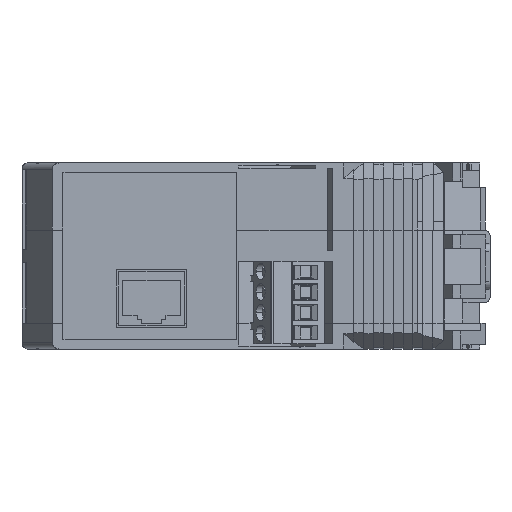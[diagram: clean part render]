
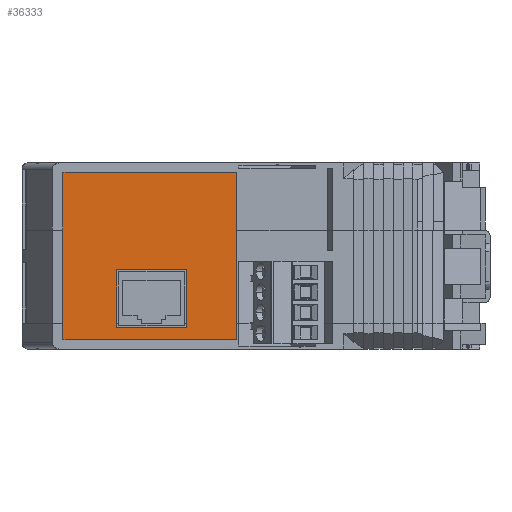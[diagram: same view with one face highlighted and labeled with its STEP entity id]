
A CAD part, left-side view. The second image highlights one B-rep face of the part: STEP entity #36333.
In plain terms, the highlighted planar face has unit normal (-1, 0, 0).
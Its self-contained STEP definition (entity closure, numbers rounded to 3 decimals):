
#35857=DIRECTION('',(0.,0.,-1.));
#35858=VECTOR('',#35857,42.2);
#35859=CARTESIAN_POINT('',(7.749,92.56,-4.25));
#35860=LINE('',#35859,#35858);
#35864=DIRECTION('',(0.,0.,1.));
#35865=VECTOR('',#35864,42.2);
#35866=CARTESIAN_POINT('',(7.749,134.56,-46.45));
#35867=LINE('',#35866,#35865);
#35871=DIRECTION('',(0.,1.,0.));
#35872=VECTOR('',#35871,42.);
#35873=CARTESIAN_POINT('',(7.749,92.56,-4.25));
#35874=LINE('',#35873,#35872);
#35878=DIRECTION('',(0.,0.,-1.));
#35879=VECTOR('',#35878,14.);
#35880=CARTESIAN_POINT('',(7.749,121.56,
-28.6));
#35881=LINE('',#35880,#35879);
#35885=DIRECTION('',(0.,-1.,0.));
#35886=VECTOR('',#35885,17.);
#35887=CARTESIAN_POINT('',(7.749,121.56,
-42.6));
#35888=LINE('',#35887,#35886);
#35892=DIRECTION('',(0.,0.,1.));
#35893=VECTOR('',#35892,14.);
#35894=CARTESIAN_POINT('',(7.749,104.56,
-42.6));
#35895=LINE('',#35894,#35893);
#35899=DIRECTION('',(0.,1.,0.));
#35900=VECTOR('',#35899,17.);
#35901=CARTESIAN_POINT('',(7.749,104.56,
-28.6));
#35902=LINE('',#35901,#35900);
#35913=DIRECTION('',(0.,1.,0.));
#35914=VECTOR('',#35913,42.);
#35915=CARTESIAN_POINT('',(7.749,92.56,-46.45));
#35916=LINE('',#35915,#35914);
#35963=CARTESIAN_POINT('',(7.749,92.56,-4.25));
#35965=VERTEX_POINT('',#35963);
#35966=CARTESIAN_POINT('',(7.749,134.56,-4.25));
#35968=VERTEX_POINT('',#35966);
#36010=CARTESIAN_POINT('',(7.749,134.56,-46.45));
#36012=VERTEX_POINT('',#36010);
#36016=CARTESIAN_POINT('',(7.749,92.56,-46.45));
#36017=VERTEX_POINT('',#36016);
#36018=CARTESIAN_POINT('',(7.749,121.56,
-28.6));
#36019=CARTESIAN_POINT('',(7.749,121.56,
-42.6));
#36020=VERTEX_POINT('',#36018);
#36021=VERTEX_POINT('',#36019);
#36022=CARTESIAN_POINT('',(7.749,104.56,
-28.6));
#36023=VERTEX_POINT('',#36022);
#36024=CARTESIAN_POINT('',(7.749,104.56,
-42.6));
#36025=VERTEX_POINT('',#36024);
#36310=CARTESIAN_POINT('',(7.749,134.56,-4.25));
#36311=DIRECTION('',(-1.,0.,0.));
#36312=DIRECTION('',(0.,1.,0.));
#36313=AXIS2_PLACEMENT_3D('',#36310,#36311,#36312);
#36314=PLANE('',#36313);
#36315=ORIENTED_EDGE('',*,*,#36043,.T.);
#36317=ORIENTED_EDGE('',*,*,#36316,.T.);
#36318=ORIENTED_EDGE('',*,*,#36300,.T.);
#36320=ORIENTED_EDGE('',*,*,#36319,.F.);
#36321=EDGE_LOOP('',(#36315,#36317,#36318,#36320));
#36322=FACE_OUTER_BOUND('',#36321,.F.);
#36324=ORIENTED_EDGE('',*,*,#36323,.T.);
#36326=ORIENTED_EDGE('',*,*,#36325,.T.);
#36328=ORIENTED_EDGE('',*,*,#36327,.T.);
#36330=ORIENTED_EDGE('',*,*,#36329,.T.);
#36331=EDGE_LOOP('',(#36324,#36326,#36328,#36330));
#36332=FACE_BOUND('',#36331,.F.);
#36333=ADVANCED_FACE('',(#36322,#36332),#36314,.T.);
#36043=EDGE_CURVE('',#35965,#36017,#35860,.T.);
#36300=EDGE_CURVE('',#36012,#35968,#35867,.T.);
#36316=EDGE_CURVE('',#36017,#36012,#35916,.T.);
#36319=EDGE_CURVE('',#35965,#35968,#35874,.T.);
#36323=EDGE_CURVE('',#36020,#36021,#35881,.T.);
#36325=EDGE_CURVE('',#36021,#36025,#35888,.T.);
#36327=EDGE_CURVE('',#36025,#36023,#35895,.T.);
#36329=EDGE_CURVE('',#36023,#36020,#35902,.T.);
